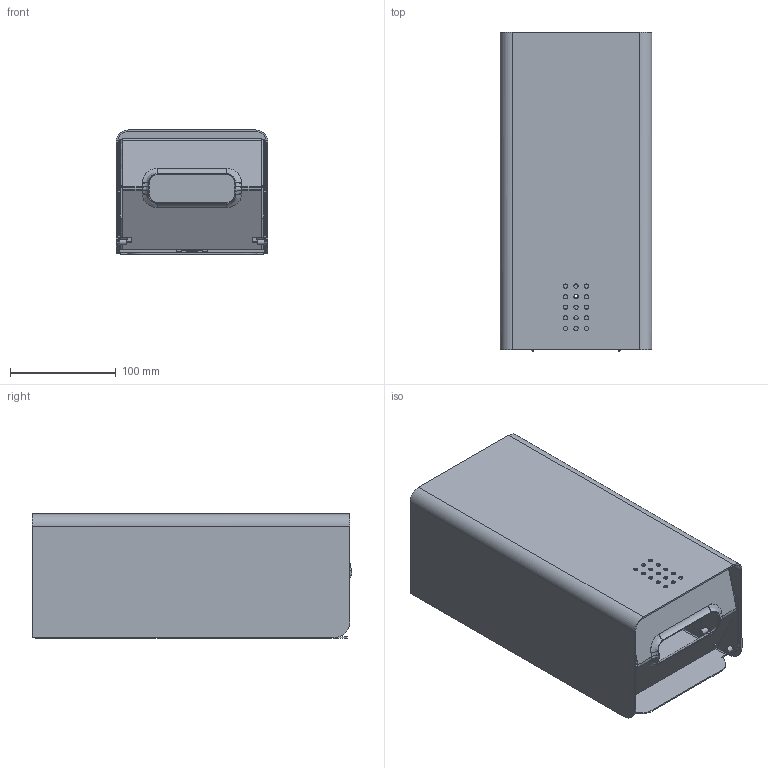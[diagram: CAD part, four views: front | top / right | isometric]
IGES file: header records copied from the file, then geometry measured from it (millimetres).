
Global section: file name: PU-310_D; native system: Autodesk Inventor 2026; preprocessor: unknown; date: 20250721.230309; units: millimetre
Bounding box: 143.6 x 302.1 x 117.2 mm (x, y, z)
Volume: 319647.8 mm3; surface area: 476722.3 mm2
Topology: 16 solids, 16 shells, 559 faces, 1417 edges, 908 vertices
Faces by surface type: bspline 559
